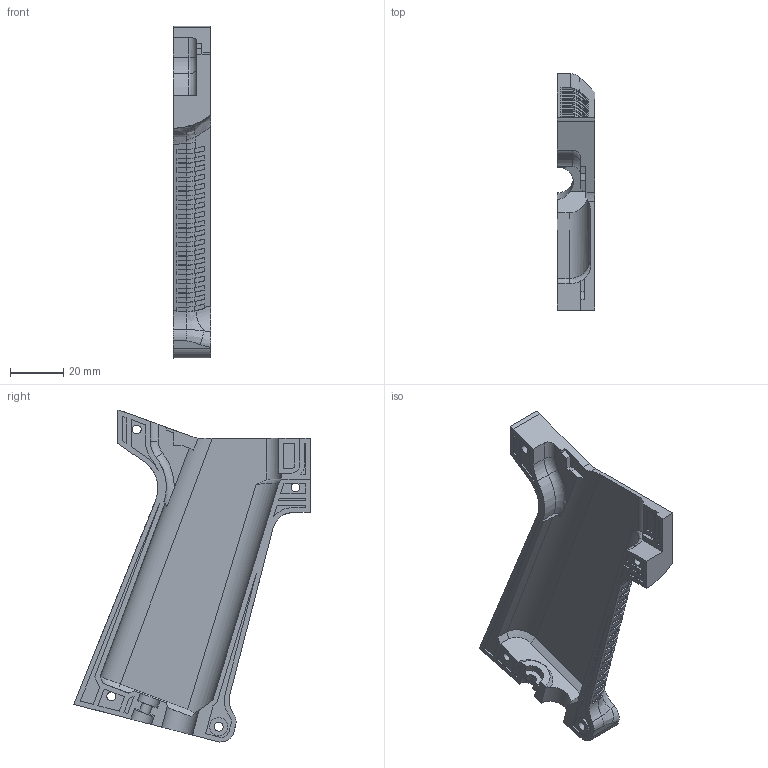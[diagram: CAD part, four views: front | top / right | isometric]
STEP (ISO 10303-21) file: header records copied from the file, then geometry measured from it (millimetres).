
FILE_DESCRIPTION(/* description */ (''),/* implementation_level */ '2;1');
FILE_NAME(/* name */ '30.3-grip-left-flat-0.6mm.step',/* time_stamp */ '2022-04-06T21:25:57+01:00',/* author */ (''),/* organization */ (''),/* preprocessor_version */ 'ST-DEVELOPER v18.1',/* originating_system */ 'Autodesk Translation Framework v10.13.0.1454',/* authorisation */ '');
FILE_SCHEMA (('AUTOMOTIVE_DESIGN { 1 0 10303 214 3 1 1 }'));
Length unit declared in the file: millimetre
Products named in the file (1): 30.3-grip-left-flat-0.6mm
Bounding box: 14 x 88.84 x 124.65 mm (x, y, z)
Volume: 27027.5 mm3; surface area: 19638.8 mm2
Topology: 1 solids, 1 shells, 472 faces, 1345 edges, 884 vertices
Faces by surface type: plane 337, cylinder 75, bspline 52, cone 6, torus 2
Full cylindrical faces by diameter (mm): 3.3 x4, 5.6 x4, 6.9 x1
Entity records: 20430 total; most frequent: CARTESIAN_POINT 8375, ORIENTED_EDGE 2688, DIRECTION 2227, EDGE_CURVE 1344, LINE 973, VECTOR 973, VERTEX_POINT 884, AXIS2_PLACEMENT_3D 627
